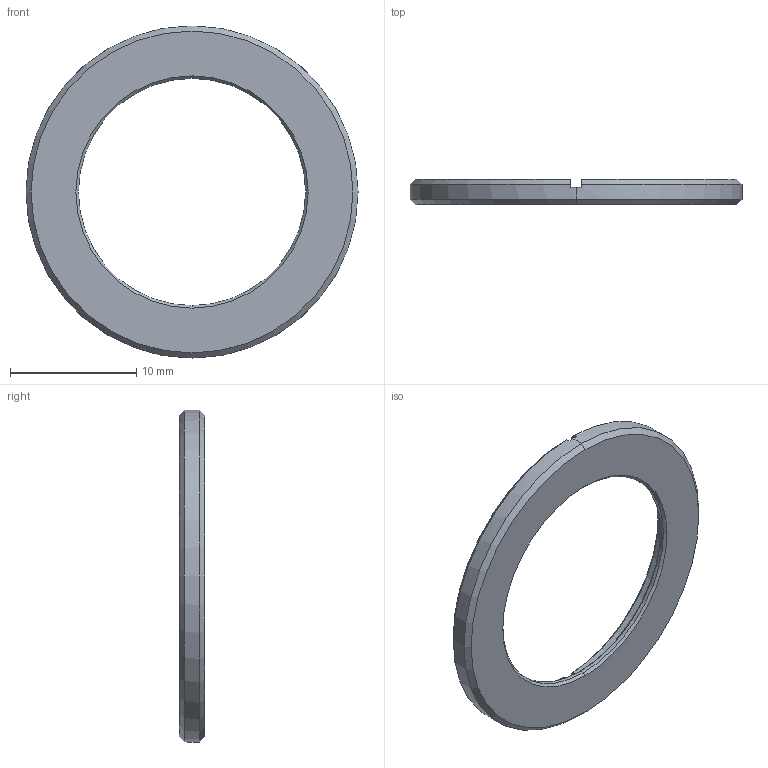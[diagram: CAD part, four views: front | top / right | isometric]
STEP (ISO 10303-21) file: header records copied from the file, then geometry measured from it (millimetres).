
FILE_DESCRIPTION (( 'STEP AP203' ), '1' );
FILE_NAME ('LMA-SM1-20.STEP', '2025-09-16T06:47:16', ( '' ), ( '' ), 'SwSTEP 2.0', 'SolidWorks 2020', '' );
FILE_SCHEMA (( 'CONFIG_CONTROL_DESIGN' ));
Length unit declared in the file: millimetre
Products named in the file (1): LMA-SM1-20
Bounding box: 26.3 x 2 x 26.3 mm (x, y, z)
Volume: 479.6 mm3; surface area: 812.7 mm2
Topology: 1 solids, 1 shells, 343 faces, 951 edges, 632 vertices
Faces by surface type: plane 249, bspline 78, cone 10, cylinder 6
Entity records: 14208 total; most frequent: CARTESIAN_POINT 5869, ORIENTED_EDGE 1902, DIRECTION 1349, EDGE_CURVE 951, LINE 757, VECTOR 757, VERTEX_POINT 632, EDGE_LOOP 367
